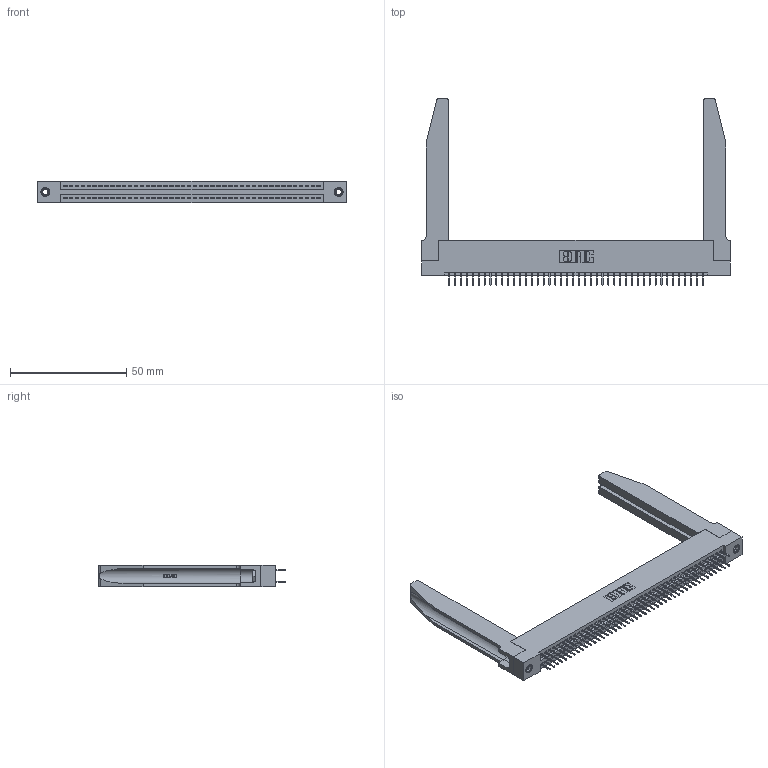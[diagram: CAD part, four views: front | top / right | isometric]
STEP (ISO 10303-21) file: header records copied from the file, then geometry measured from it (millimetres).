
FILE_DESCRIPTION (( 'STEP AP203' ), '1' );
FILE_NAME ('395-088-524-278.STEP', '2019-10-25T13:44:30', ( '' ), ( '' ), 'SwSTEP 2.0', 'SolidWorks 2016', '' );
FILE_SCHEMA (( 'CONFIG_CONTROL_DESIGN' ));
Length unit declared in the file: inch
Products named in the file (5): 345-292-001_345-293-124; 345-250-001_345-250-001-102; 345-220-078_345-220-078; 395-088-524-278; 345 Part_Flush Mounting Lugs - 0.156 Dia-TH
Assembly tree (93 placements, depth 2):
  395-088-524-278
    345 Part_Flush Mounting Lugs - 0.156 Dia-TH
    345-292-001_345-293-124  x88
    345-250-001_345-250-001-102  x2
    345-220-078_345-220-078  x2
Bounding box: 132.99 x 80.31 x 9.4 mm (x, y, z)
Volume: 20575 mm3; surface area: 25453 mm2
Topology: 93 solids, 93 shells, 5112 faces, 14413 edges, 9246 vertices
Faces by surface type: plane 3654, cylinder 1406, bspline 36, cone 12, torus 4
Entity records: 39068 total; most frequent: CARTESIAN_POINT 7463, ORIENTED_EDGE 6294, DIRECTION 5573, EDGE_CURVE 3147, LINE 2749, VECTOR 2749, VERTEX_POINT 2088, AXIS2_PLACEMENT_3D 1412
